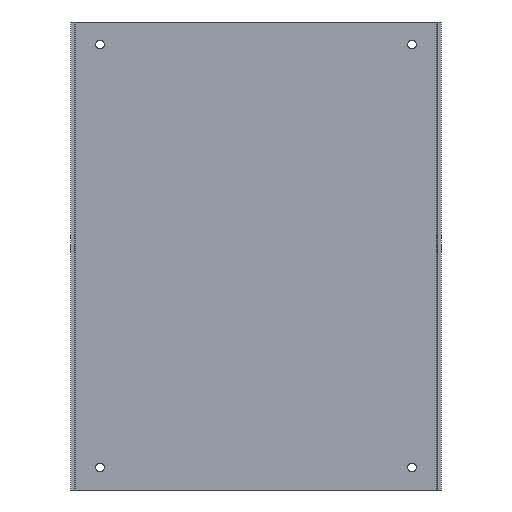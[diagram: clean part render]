
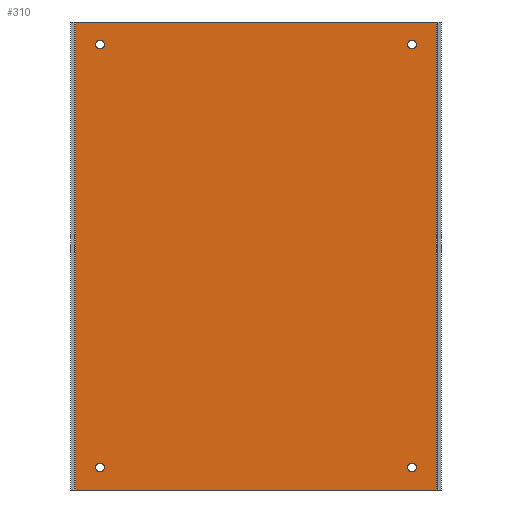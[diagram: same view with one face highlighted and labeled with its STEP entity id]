
A CAD part, front view. The second image highlights one B-rep face of the part: STEP entity #310.
In plain terms, the highlighted planar face has unit normal (0, -1, 0).
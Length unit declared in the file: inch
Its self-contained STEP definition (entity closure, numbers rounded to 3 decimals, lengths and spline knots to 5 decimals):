
#15 = CARTESIAN_POINT ( 'NONE',  ( -5.625, -0.065, 7.625 ) ) ;
#17 = AXIS2_PLACEMENT_3D ( 'NONE', #508, #422, #510 ) ;
#35 = VERTEX_POINT ( 'NONE', #177 ) ;
#42 = EDGE_CURVE ( 'NONE', #308, #308, #372, .T. ) ;
#58 = AXIS2_PLACEMENT_3D ( 'NONE', #290, #197, #489 ) ;
#59 = DIRECTION ( 'NONE',  ( 0., 1., 0. ) ) ;
#62 = DIRECTION ( 'NONE',  ( 0., 0., -1. ) ) ;
#67 = AXIS2_PLACEMENT_3D ( 'NONE', #591, #410, #306 ) ;
#69 = CARTESIAN_POINT ( 'NONE',  ( -5.625, -0.065, 7.47 ) ) ;
#77 = CARTESIAN_POINT ( 'NONE',  ( -6.495, -0.065, -8.4375 ) ) ;
#80 = FACE_OUTER_BOUND ( 'NONE', #399, .T. ) ;
#93 = VERTEX_POINT ( 'NONE', #220 ) ;
#103 = CARTESIAN_POINT ( 'NONE',  ( 0., -0.065, 8.4375 ) ) ;
#124 = VERTEX_POINT ( 'NONE', #279 ) ;
#139 = EDGE_CURVE ( 'NONE', #516, #124, #565, .T. ) ;
#156 = FACE_BOUND ( 'NONE', #368, .T. ) ;
#173 = CIRCLE ( 'NONE', #67, 0.155 ) ;
#177 = CARTESIAN_POINT ( 'NONE',  ( -6.495, -0.065, 8.4375 ) ) ;
#197 = DIRECTION ( 'NONE',  ( 0., 1., 0. ) ) ;
#205 = FACE_BOUND ( 'NONE', #448, .T. ) ;
#216 = ORIENTED_EDGE ( 'NONE', *, *, #139, .T. ) ;
#218 = ORIENTED_EDGE ( 'NONE', *, *, #511, .T. ) ;
#219 = CARTESIAN_POINT ( 'NONE',  ( 0., -0.065, -8.4375 ) ) ;
#220 = CARTESIAN_POINT ( 'NONE',  ( -5.625, -0.065, -7.78 ) ) ;
#221 = VECTOR ( 'NONE', #405, 39.37008 ) ;
#244 = FACE_BOUND ( 'NONE', #245, .T. ) ;
#245 = EDGE_LOOP ( 'NONE', ( #303 ) ) ;
#264 = EDGE_CURVE ( 'NONE', #35, #124, #294, .T. ) ;
#275 = EDGE_CURVE ( 'NONE', #93, #93, #521, .T. ) ;
#279 = CARTESIAN_POINT ( 'NONE',  ( 6.495, -0.065, 8.4375 ) ) ;
#280 = VECTOR ( 'NONE', #452, 39.37008 ) ;
#285 = PLANE ( 'NONE',  #324 ) ;
#289 = EDGE_LOOP ( 'NONE', ( #340 ) ) ;
#290 = CARTESIAN_POINT ( 'NONE',  ( -5.625, -0.065, -7.625 ) ) ;
#292 = DIRECTION ( 'NONE',  ( 1., 0., 0. ) ) ;
#294 = LINE ( 'NONE', #103, #416 ) ;
#301 = VERTEX_POINT ( 'NONE', #307 ) ;
#303 = ORIENTED_EDGE ( 'NONE', *, *, #433, .T. ) ;
#306 = DIRECTION ( 'NONE',  ( 0., 0., -1. ) ) ;
#307 = CARTESIAN_POINT ( 'NONE',  ( 5.625, -0.065, 7.47 ) ) ;
#308 = VERTEX_POINT ( 'NONE', #311 ) ;
#310 = ADVANCED_FACE ( 'NONE', ( #205, #156, #483, #244, #80 ), #285, .T. ) ;
#311 = CARTESIAN_POINT ( 'NONE',  ( 5.625, -0.065, -7.78 ) ) ;
#313 = CARTESIAN_POINT ( 'NONE',  ( 6.495, -0.065, -8.4375 ) ) ;
#318 = CIRCLE ( 'NONE', #590, 0.155 ) ;
#324 = AXIS2_PLACEMENT_3D ( 'NONE', #487, #582, #378 ) ;
#340 = ORIENTED_EDGE ( 'NONE', *, *, #593, .T. ) ;
#355 = VERTEX_POINT ( 'NONE', #69 ) ;
#362 = LINE ( 'NONE', #219, #221 ) ;
#368 = EDGE_LOOP ( 'NONE', ( #486 ) ) ;
#372 = CIRCLE ( 'NONE', #17, 0.155 ) ;
#378 = DIRECTION ( 'NONE',  ( 0., 0., -1. ) ) ;
#399 = EDGE_LOOP ( 'NONE', ( #218, #216, #471, #507 ) ) ;
#405 = DIRECTION ( 'NONE',  ( 1., 0., 0. ) ) ;
#410 = DIRECTION ( 'NONE',  ( 0., 1., 0. ) ) ;
#416 = VECTOR ( 'NONE', #292, 39.37008 ) ;
#422 = DIRECTION ( 'NONE',  ( 0., 1., 0. ) ) ;
#430 = DIRECTION ( 'NONE',  ( 0., 0., 1. ) ) ;
#433 = EDGE_CURVE ( 'NONE', #355, #355, #318, .T. ) ;
#448 = EDGE_LOOP ( 'NONE', ( #551 ) ) ;
#452 = DIRECTION ( 'NONE',  ( 0., 0., -1. ) ) ;
#471 = ORIENTED_EDGE ( 'NONE', *, *, #264, .F. ) ;
#472 = VERTEX_POINT ( 'NONE', #77 ) ;
#482 = EDGE_CURVE ( 'NONE', #35, #472, #549, .T. ) ;
#483 = FACE_BOUND ( 'NONE', #289, .T. ) ;
#486 = ORIENTED_EDGE ( 'NONE', *, *, #42, .T. ) ;
#487 = CARTESIAN_POINT ( 'NONE',  ( 6.495, -0.065, 0. ) ) ;
#489 = DIRECTION ( 'NONE',  ( 0., 0., -1. ) ) ;
#498 = VECTOR ( 'NONE', #430, 39.37008 ) ;
#502 = CARTESIAN_POINT ( 'NONE',  ( -6.495, -0.065, 0. ) ) ;
#507 = ORIENTED_EDGE ( 'NONE', *, *, #482, .T. ) ;
#508 = CARTESIAN_POINT ( 'NONE',  ( 5.625, -0.065, -7.625 ) ) ;
#510 = DIRECTION ( 'NONE',  ( 0., 0., -1. ) ) ;
#511 = EDGE_CURVE ( 'NONE', #472, #516, #362, .T. ) ;
#516 = VERTEX_POINT ( 'NONE', #313 ) ;
#521 = CIRCLE ( 'NONE', #58, 0.155 ) ;
#549 = LINE ( 'NONE', #502, #280 ) ;
#551 = ORIENTED_EDGE ( 'NONE', *, *, #275, .T. ) ;
#561 = CARTESIAN_POINT ( 'NONE',  ( 6.495, -0.065, 0. ) ) ;
#565 = LINE ( 'NONE', #561, #498 ) ;
#582 = DIRECTION ( 'NONE',  ( 0., -1., 0. ) ) ;
#590 = AXIS2_PLACEMENT_3D ( 'NONE', #15, #59, #62 ) ;
#591 = CARTESIAN_POINT ( 'NONE',  ( 5.625, -0.065, 7.625 ) ) ;
#593 = EDGE_CURVE ( 'NONE', #301, #301, #173, .T. ) ;
